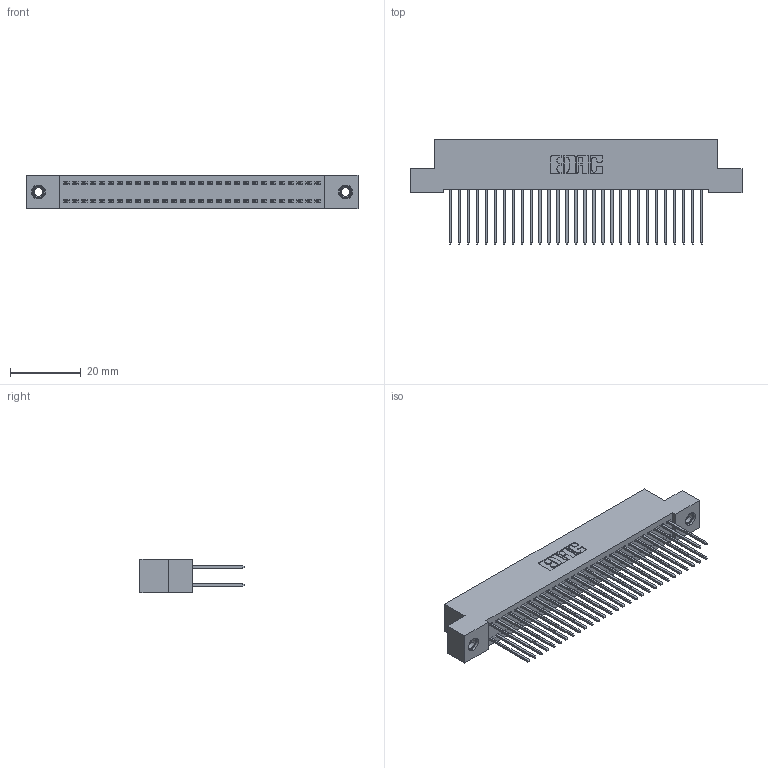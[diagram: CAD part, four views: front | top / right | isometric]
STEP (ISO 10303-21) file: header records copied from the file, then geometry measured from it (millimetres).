
FILE_DESCRIPTION (( 'STEP AP203' ), '1' );
FILE_NAME ('342-058-540-207.STEP', '2018-08-13T05:17:27', ( '' ), ( '' ), 'SwSTEP 2.0', 'SolidWorks 2016', '' );
FILE_SCHEMA (( 'CONFIG_CONTROL_DESIGN' ));
Length unit declared in the file: inch
Products named in the file (4): 342 Part_TI; 345-292-001_345-293-140; 345-250-001_345-250-005-103; 342-058-540-207
Assembly tree (61 placements, depth 2):
  342-058-540-207
    342 Part_TI
    345-292-001_345-293-140  x58
    345-250-001_345-250-005-103  x2
Bounding box: 93.98 x 29.47 x 9.4 mm (x, y, z)
Volume: 8589.8 mm3; surface area: 14664.9 mm2
Topology: 61 solids, 61 shells, 3186 faces, 9425 edges, 6198 vertices
Faces by surface type: plane 2186, cylinder 984, cone 12, torus 4
Entity records: 21410 total; most frequent: CARTESIAN_POINT 3545, ORIENTED_EDGE 3474, DIRECTION 3083, EDGE_CURVE 1737, VECTOR 1589, LINE 1589, VERTEX_POINT 1152, AXIS2_PLACEMENT_3D 747
